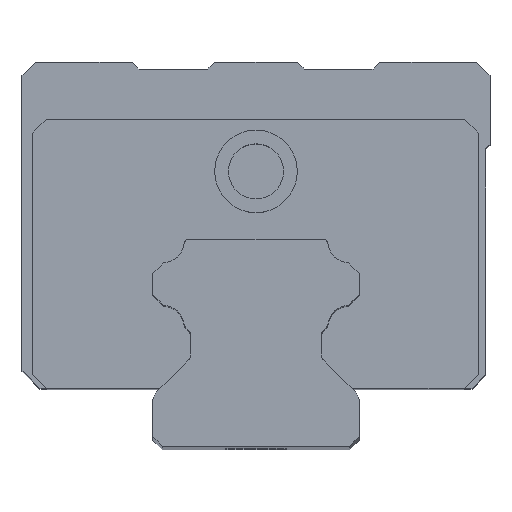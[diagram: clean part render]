
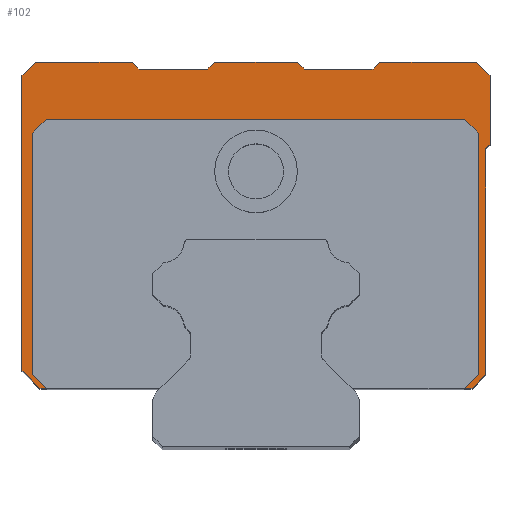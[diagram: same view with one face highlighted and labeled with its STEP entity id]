
A CAD part, top view. The second image highlights one B-rep face of the part: STEP entity #102.
In plain terms, the highlighted planar face has unit normal (0, 0, 1).
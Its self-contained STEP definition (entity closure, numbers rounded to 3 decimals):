
#102=ADVANCED_FACE('',(#322),#323,.T.);
#322=FACE_OUTER_BOUND('',#677,.T.);
#323=PLANE('',#678);
#677=EDGE_LOOP('',(#1372,#1373,#1374,#1375,#1376,#1377,#1378,#1379,#1380,#1381,#1382,#1383,#1384,#1385,#1386,#1387,#1388,#1389,#1390,#1391,#1392,#1393,#1394,#1395,#1396,#1397));
#678=AXIS2_PLACEMENT_3D('',#1398,#1399,#1400);
#1372=ORIENTED_EDGE('',*,*,#2419,.F.);
#1373=ORIENTED_EDGE('',*,*,#2445,.F.);
#1374=ORIENTED_EDGE('',*,*,#2446,.F.);
#1375=ORIENTED_EDGE('',*,*,#2447,.F.);
#1376=ORIENTED_EDGE('',*,*,#2448,.F.);
#1377=ORIENTED_EDGE('',*,*,#2449,.F.);
#1378=ORIENTED_EDGE('',*,*,#2450,.F.);
#1379=ORIENTED_EDGE('',*,*,#2451,.F.);
#1380=ORIENTED_EDGE('',*,*,#2452,.F.);
#1381=ORIENTED_EDGE('',*,*,#2453,.F.);
#1382=ORIENTED_EDGE('',*,*,#2454,.F.);
#1383=ORIENTED_EDGE('',*,*,#2455,.F.);
#1384=ORIENTED_EDGE('',*,*,#2456,.F.);
#1385=ORIENTED_EDGE('',*,*,#2457,.F.);
#1386=ORIENTED_EDGE('',*,*,#2458,.F.);
#1387=ORIENTED_EDGE('',*,*,#2459,.F.);
#1388=ORIENTED_EDGE('',*,*,#2460,.F.);
#1389=ORIENTED_EDGE('',*,*,#2461,.F.);
#1390=ORIENTED_EDGE('',*,*,#2333,.F.);
#1391=ORIENTED_EDGE('',*,*,#2444,.F.);
#1392=ORIENTED_EDGE('',*,*,#2462,.T.);
#1393=ORIENTED_EDGE('',*,*,#2463,.F.);
#1394=ORIENTED_EDGE('',*,*,#2464,.T.);
#1395=ORIENTED_EDGE('',*,*,#2465,.F.);
#1396=ORIENTED_EDGE('',*,*,#2466,.T.);
#1397=ORIENTED_EDGE('',*,*,#2467,.F.);
#1398=CARTESIAN_POINT('',(0.0,0.0,19.7));
#1399=DIRECTION('',(0.0,0.0,1.0));
#1400=DIRECTION('',(1.0,0.0,0.0));
#2333=EDGE_CURVE('',#2806,#2808,#2809,.T.);
#2419=EDGE_CURVE('',#2949,#2951,#2952,.T.);
#2444=EDGE_CURVE('',#2991,#2806,#2993,.T.);
#2445=EDGE_CURVE('',#2994,#2949,#2995,.T.);
#2446=EDGE_CURVE('',#2996,#2994,#2997,.T.);
#2447=EDGE_CURVE('',#2998,#2996,#2999,.T.);
#2448=EDGE_CURVE('',#3000,#2998,#3001,.T.);
#2449=EDGE_CURVE('',#3002,#3000,#3003,.T.);
#2450=EDGE_CURVE('',#3004,#3002,#3005,.T.);
#2451=EDGE_CURVE('',#3006,#3004,#3007,.T.);
#2452=EDGE_CURVE('',#3008,#3006,#3009,.T.);
#2453=EDGE_CURVE('',#3010,#3008,#3011,.T.);
#2454=EDGE_CURVE('',#3012,#3010,#3013,.T.);
#2455=EDGE_CURVE('',#3014,#3012,#3015,.T.);
#2456=EDGE_CURVE('',#3016,#3014,#3017,.T.);
#2457=EDGE_CURVE('',#3018,#3016,#3019,.T.);
#2458=EDGE_CURVE('',#3020,#3018,#3021,.T.);
#2459=EDGE_CURVE('',#3022,#3020,#3023,.T.);
#2460=EDGE_CURVE('',#3024,#3022,#3025,.T.);
#2461=EDGE_CURVE('',#2808,#3024,#3026,.T.);
#2462=EDGE_CURVE('',#2991,#3027,#3028,.T.);
#2463=EDGE_CURVE('',#3029,#3027,#3030,.T.);
#2464=EDGE_CURVE('',#3029,#3031,#3032,.T.);
#2465=EDGE_CURVE('',#3033,#3031,#3034,.T.);
#2466=EDGE_CURVE('',#3033,#3035,#3036,.T.);
#2467=EDGE_CURVE('',#2951,#3035,#3037,.T.);
#2806=VERTEX_POINT('',#3561);
#2808=VERTEX_POINT('',#3564);
#2809=LINE('',#3565,#3566);
#2949=VERTEX_POINT('',#3766);
#2951=VERTEX_POINT('',#3769);
#2952=LINE('',#3770,#3771);
#2991=VERTEX_POINT('',#3823);
#2993=LINE('',#3826,#3827);
#2994=VERTEX_POINT('',#3828);
#2995=LINE('',#3829,#3830);
#2996=VERTEX_POINT('',#3831);
#2997=LINE('',#3832,#3833);
#2998=VERTEX_POINT('',#3834);
#2999=LINE('',#3835,#3836);
#3000=VERTEX_POINT('',#3837);
#3001=LINE('',#3838,#3839);
#3002=VERTEX_POINT('',#3840);
#3003=LINE('',#3841,#3842);
#3004=VERTEX_POINT('',#3843);
#3005=LINE('',#3844,#3845);
#3006=VERTEX_POINT('',#3846);
#3007=LINE('',#3847,#3848);
#3008=VERTEX_POINT('',#3849);
#3009=LINE('',#3850,#3851);
#3010=VERTEX_POINT('',#3852);
#3011=LINE('',#3853,#3854);
#3012=VERTEX_POINT('',#3855);
#3013=LINE('',#3856,#3857);
#3014=VERTEX_POINT('',#3858);
#3015=LINE('',#3859,#3860);
#3016=VERTEX_POINT('',#3861);
#3017=LINE('',#3862,#3863);
#3018=VERTEX_POINT('',#3864);
#3019=LINE('',#3865,#3866);
#3020=VERTEX_POINT('',#3867);
#3021=LINE('',#3868,#3869);
#3022=VERTEX_POINT('',#3870);
#3023=LINE('',#3871,#3872);
#3024=VERTEX_POINT('',#3873);
#3025=LINE('',#3874,#3875);
#3026=LINE('',#3876,#3877);
#3027=VERTEX_POINT('',#3878);
#3028=LINE('',#3879,#3880);
#3029=VERTEX_POINT('',#3881);
#3030=LINE('',#3882,#3883);
#3031=VERTEX_POINT('',#3884);
#3032=LINE('',#3885,#3886);
#3033=VERTEX_POINT('',#3887);
#3034=LINE('',#3888,#3889);
#3035=VERTEX_POINT('',#3890);
#3036=LINE('',#3891,#3892);
#3037=LINE('',#3893,#3894);
#3561=CARTESIAN_POINT('',(-15.217,-10.7,19.7));
#3564=CARTESIAN_POINT('',(-15.7,-10.7,19.7));
#3565=CARTESIAN_POINT('',(-15.217,-10.7,19.7));
#3566=VECTOR('',#4481,0.483);
#3766=CARTESIAN_POINT('',(15.7,-10.7,19.7));
#3769=CARTESIAN_POINT('',(15.131,-10.7,19.7));
#3770=CARTESIAN_POINT('',(15.7,-10.7,19.7));
#3771=VECTOR('',#4615,0.569);
#3823=CARTESIAN_POINT('',(-16.243,-9.674,19.7));
#3826=CARTESIAN_POINT('',(-16.243,-9.674,19.7));
#3827=VECTOR('',#4660,1.451);
#3828=CARTESIAN_POINT('',(16.7,-9.7,19.7));
#3829=CARTESIAN_POINT('',(16.7,-9.7,19.7));
#3830=VECTOR('',#4661,1.414);
#3831=CARTESIAN_POINT('',(16.7,6.7,19.7));
#3832=CARTESIAN_POINT('',(16.7,6.7,19.7));
#3833=VECTOR('',#4662,16.4);
#3834=CARTESIAN_POINT('',(17.0,7.0,19.7));
#3835=CARTESIAN_POINT('',(17.0,7.0,19.7));
#3836=VECTOR('',#4663,0.424);
#3837=CARTESIAN_POINT('',(17.0,12.0,19.7));
#3838=CARTESIAN_POINT('',(17.0,12.0,19.7));
#3839=VECTOR('',#4664,5.0);
#3840=CARTESIAN_POINT('',(16.0,13.0,19.7));
#3841=CARTESIAN_POINT('',(16.0,13.0,19.7));
#3842=VECTOR('',#4665,1.414);
#3843=CARTESIAN_POINT('',(9.,13.0,19.7));
#3844=CARTESIAN_POINT('',(9.,13.0,19.7));
#3845=VECTOR('',#4666,7.);
#3846=CARTESIAN_POINT('',(8.5,12.5,19.7));
#3847=CARTESIAN_POINT('',(8.5,12.5,19.7));
#3848=VECTOR('',#4667,0.707);
#3849=CARTESIAN_POINT('',(3.5,12.5,19.7));
#3850=CARTESIAN_POINT('',(3.5,12.5,19.7));
#3851=VECTOR('',#4668,5.0);
#3852=CARTESIAN_POINT('',(3.,13.0,19.7));
#3853=CARTESIAN_POINT('',(3.,13.0,19.7));
#3854=VECTOR('',#4669,0.707);
#3855=CARTESIAN_POINT('',(-3.,13.0,19.7));
#3856=CARTESIAN_POINT('',(-3.,13.0,19.7));
#3857=VECTOR('',#4670,6.0);
#3858=CARTESIAN_POINT('',(-3.5,12.5,19.7));
#3859=CARTESIAN_POINT('',(-3.5,12.5,19.7));
#3860=VECTOR('',#4671,0.707);
#3861=CARTESIAN_POINT('',(-8.5,12.5,19.7));
#3862=CARTESIAN_POINT('',(-8.5,12.5,19.7));
#3863=VECTOR('',#4672,5.0);
#3864=CARTESIAN_POINT('',(-9.,13.0,19.7));
#3865=CARTESIAN_POINT('',(-9.,13.0,19.7));
#3866=VECTOR('',#4673,0.707);
#3867=CARTESIAN_POINT('',(-16.0,13.0,19.7));
#3868=CARTESIAN_POINT('',(-16.0,13.0,19.7));
#3869=VECTOR('',#4674,7.);
#3870=CARTESIAN_POINT('',(-17.0,12.0,19.7));
#3871=CARTESIAN_POINT('',(-17.0,12.0,19.7));
#3872=VECTOR('',#4675,1.414);
#3873=CARTESIAN_POINT('',(-17.0,-9.4,19.7));
#3874=CARTESIAN_POINT('',(-17.0,-9.4,19.7));
#3875=VECTOR('',#4676,21.4);
#3876=CARTESIAN_POINT('',(-15.7,-10.7,19.7));
#3877=VECTOR('',#4677,1.838);
#3878=CARTESIAN_POINT('',(-16.243,7.826,19.7));
#3879=CARTESIAN_POINT('',(-16.243,-9.674,19.7));
#3880=VECTOR('',#4678,17.5);
#3881=CARTESIAN_POINT('',(-15.243,8.826,19.7));
#3882=CARTESIAN_POINT('',(-15.243,8.826,19.7));
#3883=VECTOR('',#4679,1.414);
#3884=CARTESIAN_POINT('',(15.157,8.826,19.7));
#3885=CARTESIAN_POINT('',(-15.243,8.826,19.7));
#3886=VECTOR('',#4680,30.4);
#3887=CARTESIAN_POINT('',(16.157,7.826,19.7));
#3888=CARTESIAN_POINT('',(16.157,7.826,19.7));
#3889=VECTOR('',#4681,1.414);
#3890=CARTESIAN_POINT('',(16.157,-9.674,19.7));
#3891=CARTESIAN_POINT('',(16.157,7.826,19.7));
#3892=VECTOR('',#4682,17.5);
#3893=CARTESIAN_POINT('',(15.131,-10.7,19.7));
#3894=VECTOR('',#4683,1.451);
#4481=DIRECTION('',(-1.0,0.,0.0));
#4615=DIRECTION('',(-1.0,0.0,0.0));
#4660=DIRECTION('',(0.707,-0.707,0.0));
#4661=DIRECTION('',(-0.707,-0.707,0.0));
#4662=DIRECTION('',(0.0,-1.0,0.0));
#4663=DIRECTION('',(-0.707,-0.707,0.0));
#4664=DIRECTION('',(0.0,-1.0,0.0));
#4665=DIRECTION('',(0.707,-0.707,0.0));
#4666=DIRECTION('',(1.0,0.0,0.0));
#4667=DIRECTION('',(0.707,0.707,0.0));
#4668=DIRECTION('',(1.0,0.0,0.0));
#4669=DIRECTION('',(0.707,-0.707,0.0));
#4670=DIRECTION('',(1.0,0.0,0.0));
#4671=DIRECTION('',(0.707,0.707,0.0));
#4672=DIRECTION('',(1.0,0.0,0.0));
#4673=DIRECTION('',(0.707,-0.707,0.0));
#4674=DIRECTION('',(1.0,0.0,0.0));
#4675=DIRECTION('',(0.707,0.707,0.0));
#4676=DIRECTION('',(0.0,1.0,0.0));
#4677=DIRECTION('',(-0.707,0.707,0.0));
#4678=DIRECTION('',(0.0,1.0,0.0));
#4679=DIRECTION('',(-0.707,-0.707,0.0));
#4680=DIRECTION('',(1.0,0.0,0.0));
#4681=DIRECTION('',(-0.707,0.707,0.0));
#4682=DIRECTION('',(0.,-1.0,0.0));
#4683=DIRECTION('',(0.707,0.707,0.0));
